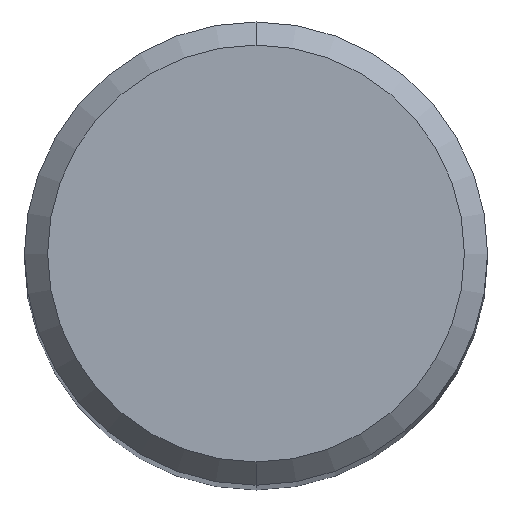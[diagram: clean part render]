
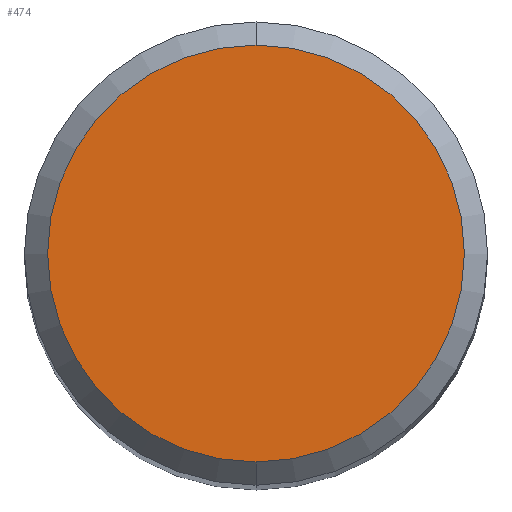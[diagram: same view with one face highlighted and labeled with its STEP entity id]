
A CAD part, top view. The second image highlights one B-rep face of the part: STEP entity #474.
In plain terms, the highlighted planar face has unit normal (0, 0, 1).
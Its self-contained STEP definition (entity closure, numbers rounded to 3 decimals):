
#394=EDGE_CURVE('',#716,#454,#1039,.T.);
#454=VERTEX_POINT('',#1101);
#474=ADVANCED_FACE('',(#1122),#1123,.T.);
#716=VERTEX_POINT('',#1388);
#836=EDGE_CURVE('',#454,#716,#1519,.T.);
#1039=CIRCLE('',#2293,4.5);
#1101=CARTESIAN_POINT('',(0.0,4.5,0.0));
#1122=FACE_OUTER_BOUND('',#2819,.T.);
#1123=PLANE('',#2820);
#1388=CARTESIAN_POINT('',(0.,-4.5,0.0));
#1519=CIRCLE('',#13208,4.5);
#2293=AXIS2_PLACEMENT_3D('',#14279,#14280,#14281);
#2819=EDGE_LOOP('',(#14339,#14340));
#2820=AXIS2_PLACEMENT_3D('',#14341,#14342,#14343);
#13208=AXIS2_PLACEMENT_3D('',#14731,#14732,#14733);
#14279=CARTESIAN_POINT('',(0.0,0.0,0.0));
#14280=DIRECTION('',(0.0,0.0,-1.0));
#14281=DIRECTION('',(0.0,1.0,0.0));
#14339=ORIENTED_EDGE('',*,*,#836,.F.);
#14340=ORIENTED_EDGE('',*,*,#394,.F.);
#14341=CARTESIAN_POINT('',(0.0,2.25,0.0));
#14342=DIRECTION('',(-0.0,0.0,1.0));
#14343=DIRECTION('',(0.0,-1.0,0.0));
#14731=CARTESIAN_POINT('',(0.0,0.0,0.0));
#14732=DIRECTION('',(0.0,0.0,-1.0));
#14733=DIRECTION('',(0.0,1.0,0.0));
